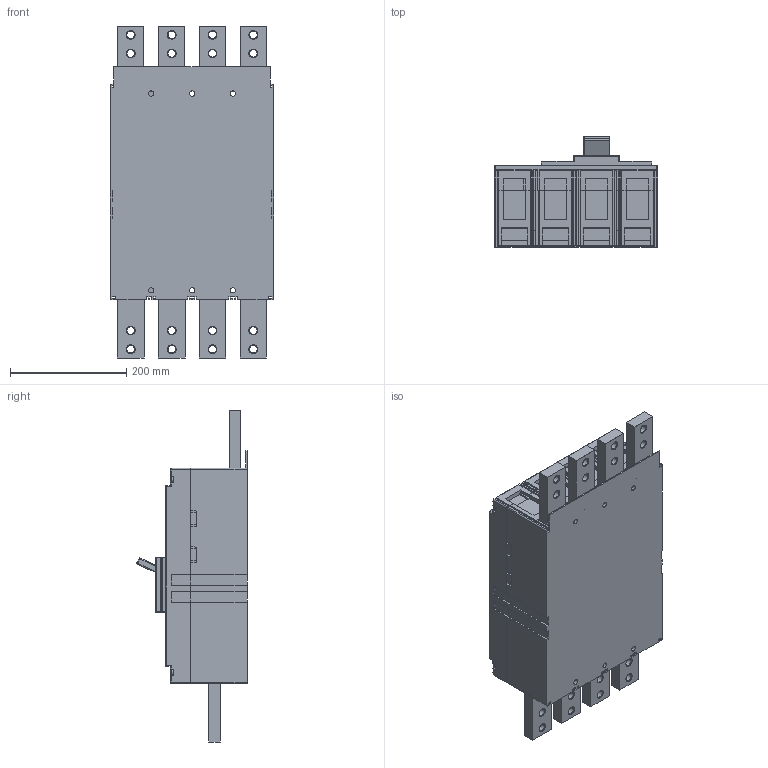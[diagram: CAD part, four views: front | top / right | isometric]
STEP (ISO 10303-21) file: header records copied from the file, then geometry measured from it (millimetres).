
FILE_DESCRIPTION((''),'2;1');
FILE_NAME('EB2_1600_3LE_1600A_ASM_1_ASM','2021-11-03T',('marketing.praksa'),('Audax d.o.o.'),'CREO PARAMETRIC BY PTC INC, 2017480','CREO PARAMETRIC BY PTC INC, 2017480','');
FILE_SCHEMA(('AUTOMOTIVE_DESIGN { 1 0 10303 214 1 1 1 1 }'));
Products named in the file (51): EB2_1600_3LE_1600A_1_1_1_1; EB2_1600_3LE_1600A_1_2_1_1; EB2_1600_3LE_1600A_1_2_1_2; EB2_1600_3LE_1600A_1_2_1_3; EB2_1600_3LE_1600A_1_2_1_4; EB2_1600_3LE_1600A_1_2_1_5; EB2_1600_3LE_1600A_1_2_1_6; EB2_1600_3LE_1600A_1_2_1_7; EB2_1600_3LE_1600A_1_2_1_8; EB2_1600_3LE_1600A_1_2_1_9; EB2_1600_3LE_1600A_1_2_1_10; EB2_1600_3LE_1600A_1_2_1_11; EB2_1600_3LE_1600A_1_2_1_12; EB2_1600_3LE_1600A_1_2_1_13; EB2_1600_3LE_1600A_1_2_1_14; EB2_1600_3LE_1600A_1_2_1_15; EB2_1600_3LE_1600A_1_2_1_16; EB2_1600_3LE_1600A_1_2_1_ASM; L_1_1; L_1_2; L_1_3; L_1_4; L_1_1_2_6; L_1_5; L_1_6; L_1_1_2_1; L_1_ASM; EB2_1600_3LE_1600A_1_1_1_1_1_1; EB2_1600_3LE_1600A_1_1_1_1_1_2; EB2_1600_3LE_1600A_1_1_1_1_1_3; EB2_1600_3LE_1600A_1_1_1_1_1_4; EB2_1600_3LE_1600A_1_1_1_1_1_5; EB2_1600_3LE_1600A_1_1_1_1_1_6; EB2_1600_3LE_1600A_1_1_1_1_1_ASM; PRT9568_1_1_2_3; PRT9568_1_2; PRT9568_1_1_2_1; PRT9568_1_4; PRT9568_1_ASM; ZZ_1 ...
Assembly tree (50 placements, depth 3):
  EB2_1600_3LE_1600A_ASM_1_ASM
    EB2_1600_3LE_1600A_1_1_1_1
    EB2_1600_3LE_1600A_1_2_1_ASM
      EB2_1600_3LE_1600A_1_2_1_1
      EB2_1600_3LE_1600A_1_2_1_2
      EB2_1600_3LE_1600A_1_2_1_3
      EB2_1600_3LE_1600A_1_2_1_4
      EB2_1600_3LE_1600A_1_2_1_5
      EB2_1600_3LE_1600A_1_2_1_6
      EB2_1600_3LE_1600A_1_2_1_7
      EB2_1600_3LE_1600A_1_2_1_8
      EB2_1600_3LE_1600A_1_2_1_9
      EB2_1600_3LE_1600A_1_2_1_10
      EB2_1600_3LE_1600A_1_2_1_11
      EB2_1600_3LE_1600A_1_2_1_12
      EB2_1600_3LE_1600A_1_2_1_13
      EB2_1600_3LE_1600A_1_2_1_14
      EB2_1600_3LE_1600A_1_2_1_15
      EB2_1600_3LE_1600A_1_2_1_16
    L_1_ASM
      L_1_1
      L_1_2
      L_1_3
      L_1_4
      L_1_1_2_6
      L_1_5
      L_1_6
      L_1_1_2_1
    EB2_1600_3LE_1600A_1_1_1_1_1_ASM
      EB2_1600_3LE_1600A_1_1_1_1_1_1
      EB2_1600_3LE_1600A_1_1_1_1_1_2
      EB2_1600_3LE_1600A_1_1_1_1_1_3
      EB2_1600_3LE_1600A_1_1_1_1_1_4
      EB2_1600_3LE_1600A_1_1_1_1_1_5
      EB2_1600_3LE_1600A_1_1_1_1_1_6
    PRT9568_1_ASM
      PRT9568_1_1_2_3
      PRT9568_1_2
      PRT9568_1_1_2_1
      PRT9568_1_4
    ZZ_1
    PRT9570_1_ASM
      PRT9570_1_1
      PRT9570_1_2
    MM_1
    SAVE1_1
    ER_1
    PRT9571_1_ASM
      PRT9571_1_1
      PRT9571_1_2
      PRT9571_1_3
Bounding box: 280.5 x 189.29 x 570.16 mm (x, y, z)
Volume: 14901018 mm3; surface area: 900937.3 mm2
Topology: 43 solids, 45 shells, 1692 faces, 4704 edges, 3219 vertices
Faces by surface type: plane 1150, cylinder 342, cone 112, torus 68, sphere 18, bspline 2
Entity records: 77918 total; most frequent: CARTESIAN_POINT 12987, ORIENTED_EDGE 9366, DIRECTION 9066, PRESENTATION_STYLE_ASSIGNMENT 5218, STYLED_ITEM 5218, CURVE_STYLE 4686, EDGE_CURVE 4686, VECTOR 3222
